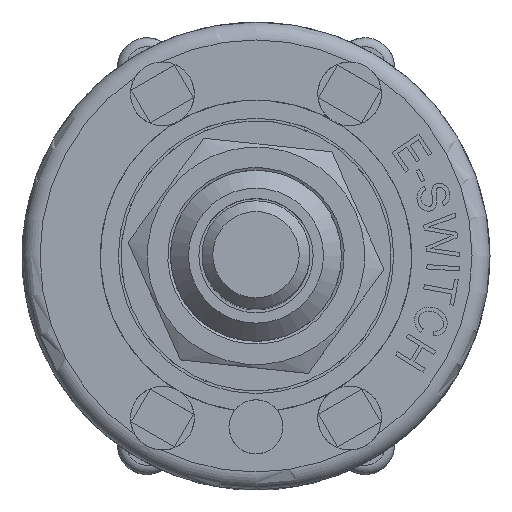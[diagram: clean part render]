
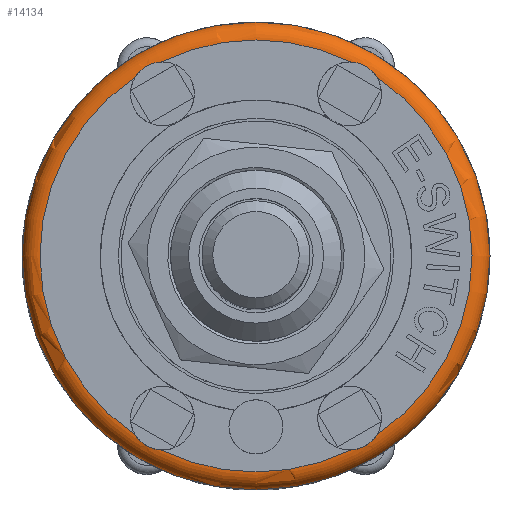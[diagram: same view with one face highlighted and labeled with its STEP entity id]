
A CAD part, top view. The second image highlights one B-rep face of the part: STEP entity #14134.
In plain terms, the highlighted toroidal (fillet/blend) face has major radius 12 mm and minor radius 1 mm.
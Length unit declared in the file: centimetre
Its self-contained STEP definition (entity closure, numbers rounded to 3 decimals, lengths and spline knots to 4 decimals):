
#30=TOROIDAL_SURFACE('',#14880,1.2,0.1);
#655=B_SPLINE_CURVE_WITH_KNOTS('',3,(#24259,#24260,#24261,#24262,#24263,
#24264,#24265,#24266,#24267,#24268,#24269,#24270),.UNSPECIFIED.,.F.,.F.,
(4,2,2,2,2,4),(-0.2692,-0.2446,-0.216,
-0.1921,-0.1645,-0.1357),.UNSPECIFIED.);
#656=B_SPLINE_CURVE_WITH_KNOTS('',3,(#24282,#24283,#24284,#24285,#24286,
#24287,#24288,#24289,#24290,#24291,#24292,#24293),.UNSPECIFIED.,.F.,.F.,
(4,2,2,2,2,4),(-0.2692,-0.2446,-0.216,
-0.1921,-0.1645,-0.1357),.UNSPECIFIED.);
#657=B_SPLINE_CURVE_WITH_KNOTS('',3,(#24310,#24311,#24312,#24313,#24314,
#24315,#24316,#24317,#24318,#24319,#24320,#24321),.UNSPECIFIED.,.F.,.F.,
(4,2,2,2,2,4),(-0.2692,-0.2446,-0.216,
-0.1921,-0.1645,-0.1357),.UNSPECIFIED.);
#658=B_SPLINE_CURVE_WITH_KNOTS('',3,(#24343,#24344,#24345,#24346,#24347,
#24348,#24349,#24350,#24351,#24352,#24353,#24354),.UNSPECIFIED.,.F.,.F.,
(4,2,2,2,2,4),(-0.2692,-0.2446,-0.216,
-0.1921,-0.1645,-0.1357),.UNSPECIFIED.);
#1866=FACE_OUTER_BOUND('',#2701,.T.);
#2701=EDGE_LOOP('',(#12948,#12949,#12950,#12951,#12952,#12953,#12954,#12955,
#12956,#12957,#12958,#12959));
#5894=CIRCLE('',#14833,1.3);
#5921=CIRCLE('',#14881,0.1);
#5922=CIRCLE('',#14882,1.2);
#5923=CIRCLE('',#14883,1.2);
#5924=CIRCLE('',#14884,1.2);
#5925=CIRCLE('',#14885,1.2);
#5926=CIRCLE('',#14886,1.2);
#7174=VERTEX_POINT('',#24221);
#7182=VERTEX_POINT('',#24257);
#7183=VERTEX_POINT('',#24258);
#7186=VERTEX_POINT('',#24280);
#7187=VERTEX_POINT('',#24281);
#7192=VERTEX_POINT('',#24308);
#7193=VERTEX_POINT('',#24309);
#7200=VERTEX_POINT('',#24341);
#7201=VERTEX_POINT('',#24342);
#7204=VERTEX_POINT('',#24364);
#9140=EDGE_CURVE('',#7174,#7174,#5894,.T.);
#9158=EDGE_CURVE('',#7182,#7183,#655,.T.);
#9164=EDGE_CURVE('',#7186,#7187,#656,.T.);
#9172=EDGE_CURVE('',#7192,#7193,#657,.T.);
#9182=EDGE_CURVE('',#7200,#7201,#658,.T.);
#9188=EDGE_CURVE('',#7174,#7204,#5921,.T.);
#9189=EDGE_CURVE('',#7204,#7192,#5922,.T.);
#9190=EDGE_CURVE('',#7193,#7186,#5923,.T.);
#9191=EDGE_CURVE('',#7187,#7182,#5924,.T.);
#9192=EDGE_CURVE('',#7183,#7200,#5925,.T.);
#9193=EDGE_CURVE('',#7201,#7204,#5926,.T.);
#12948=ORIENTED_EDGE('',*,*,#9140,.T.);
#12949=ORIENTED_EDGE('',*,*,#9188,.T.);
#12950=ORIENTED_EDGE('',*,*,#9189,.T.);
#12951=ORIENTED_EDGE('',*,*,#9172,.T.);
#12952=ORIENTED_EDGE('',*,*,#9190,.T.);
#12953=ORIENTED_EDGE('',*,*,#9164,.T.);
#12954=ORIENTED_EDGE('',*,*,#9191,.T.);
#12955=ORIENTED_EDGE('',*,*,#9158,.T.);
#12956=ORIENTED_EDGE('',*,*,#9192,.T.);
#12957=ORIENTED_EDGE('',*,*,#9182,.T.);
#12958=ORIENTED_EDGE('',*,*,#9193,.T.);
#12959=ORIENTED_EDGE('',*,*,#9188,.F.);
#14134=ADVANCED_FACE('',(#1866),#30,.T.);
#14833=AXIS2_PLACEMENT_3D('',#24222,#17620,#17621);
#14880=AXIS2_PLACEMENT_3D('',#24363,#17731,#17732);
#14881=AXIS2_PLACEMENT_3D('',#24365,#17733,#17734);
#14882=AXIS2_PLACEMENT_3D('',#24366,#17735,#17736);
#14883=AXIS2_PLACEMENT_3D('',#24367,#17737,#17738);
#14884=AXIS2_PLACEMENT_3D('',#24368,#17739,#17740);
#14885=AXIS2_PLACEMENT_3D('',#24369,#17741,#17742);
#14886=AXIS2_PLACEMENT_3D('',#24370,#17743,#17744);
#17620=DIRECTION('center_axis',(0.,0.,1.));
#17621=DIRECTION('ref_axis',(-1.,0.,0.));
#17731=DIRECTION('center_axis',(0.,0.,-1.));
#17732=DIRECTION('ref_axis',(-1.,0.,0.));
#17733=DIRECTION('center_axis',(0.,-1.,0.));
#17734=DIRECTION('ref_axis',(1.,0.,0.));
#17735=DIRECTION('center_axis',(0.,0.,-1.));
#17736=DIRECTION('ref_axis',(-1.,0.,0.));
#17737=DIRECTION('center_axis',(0.,0.,-1.));
#17738=DIRECTION('ref_axis',(-1.,0.,0.));
#17739=DIRECTION('center_axis',(0.,0.,-1.));
#17740=DIRECTION('ref_axis',(-1.,0.,0.));
#17741=DIRECTION('center_axis',(0.,0.,-1.));
#17742=DIRECTION('ref_axis',(-1.,0.,0.));
#17743=DIRECTION('center_axis',(0.,0.,-1.));
#17744=DIRECTION('ref_axis',(-1.,0.,0.));
#24221=CARTESIAN_POINT('',(1.3,0.,0.95));
#24222=CARTESIAN_POINT('Origin',(0.,0.,0.95));
#24257=CARTESIAN_POINT('',(-0.67,0.9955,1.05));
#24258=CARTESIAN_POINT('',(-0.5271,1.078,1.05));
#24259=CARTESIAN_POINT('Ctrl Pts',(-0.67,0.9955,
1.05));
#24260=CARTESIAN_POINT('Ctrl Pts',(-0.6646,1.0041,
1.05));
#24261=CARTESIAN_POINT('Ctrl Pts',(-0.6583,1.0124,
1.0498));
#24262=CARTESIAN_POINT('Ctrl Pts',(-0.6428,1.0294,
1.0491));
#24263=CARTESIAN_POINT('Ctrl Pts',(-0.6335,1.0377,
1.0488));
#24264=CARTESIAN_POINT('Ctrl Pts',(-0.615,1.051,1.0484));
#24265=CARTESIAN_POINT('Ctrl Pts',(-0.6061,1.0563,
1.0484));
#24266=CARTESIAN_POINT('Ctrl Pts',(-0.5859,1.0659,1.0487));
#24267=CARTESIAN_POINT('Ctrl Pts',(-0.5747,1.07,1.049));
#24268=CARTESIAN_POINT('Ctrl Pts',(-0.551,1.0759,1.0497));
#24269=CARTESIAN_POINT('Ctrl Pts',(-0.539,1.0775,
1.05));
#24270=CARTESIAN_POINT('Ctrl Pts',(-0.5271,1.078,
1.05));
#24280=CARTESIAN_POINT('',(-0.5271,-1.078,1.05));
#24281=CARTESIAN_POINT('',(-0.67,-0.9955,1.05));
#24282=CARTESIAN_POINT('Ctrl Pts',(-0.5271,-1.078,
1.05));
#24283=CARTESIAN_POINT('Ctrl Pts',(-0.5373,-1.0776,
1.05));
#24284=CARTESIAN_POINT('Ctrl Pts',(-0.5476,-1.0763,
1.0498));
#24285=CARTESIAN_POINT('Ctrl Pts',(-0.5701,-1.0714,1.0491));
#24286=CARTESIAN_POINT('Ctrl Pts',(-0.5819,-1.0675,
1.0488));
#24287=CARTESIAN_POINT('Ctrl Pts',(-0.6027,-1.0581,
1.0484));
#24288=CARTESIAN_POINT('Ctrl Pts',(-0.6117,-1.053,
1.0484));
#24289=CARTESIAN_POINT('Ctrl Pts',(-0.6301,-1.0404,
1.0487));
#24290=CARTESIAN_POINT('Ctrl Pts',(-0.6393,-1.0327,
1.049));
#24291=CARTESIAN_POINT('Ctrl Pts',(-0.6562,-1.0151,
1.0497));
#24292=CARTESIAN_POINT('Ctrl Pts',(-0.6637,-1.0055,
1.05));
#24293=CARTESIAN_POINT('Ctrl Pts',(-0.67,-0.9955,
1.05));
#24308=CARTESIAN_POINT('',(0.67,-0.9955,1.05));
#24309=CARTESIAN_POINT('',(0.5271,-1.078,1.05));
#24310=CARTESIAN_POINT('Ctrl Pts',(0.67,-0.9955,
1.05));
#24311=CARTESIAN_POINT('Ctrl Pts',(0.6646,-1.0041,
1.05));
#24312=CARTESIAN_POINT('Ctrl Pts',(0.6583,-1.0124,
1.0498));
#24313=CARTESIAN_POINT('Ctrl Pts',(0.6428,-1.0294,
1.0491));
#24314=CARTESIAN_POINT('Ctrl Pts',(0.6335,-1.0377,
1.0488));
#24315=CARTESIAN_POINT('Ctrl Pts',(0.615,-1.051,
1.0484));
#24316=CARTESIAN_POINT('Ctrl Pts',(0.6061,-1.0563,
1.0484));
#24317=CARTESIAN_POINT('Ctrl Pts',(0.5859,-1.0659,1.0487));
#24318=CARTESIAN_POINT('Ctrl Pts',(0.5747,-1.07,1.049));
#24319=CARTESIAN_POINT('Ctrl Pts',(0.551,-1.0759,
1.0497));
#24320=CARTESIAN_POINT('Ctrl Pts',(0.539,-1.0775,
1.05));
#24321=CARTESIAN_POINT('Ctrl Pts',(0.5271,-1.078,
1.05));
#24341=CARTESIAN_POINT('',(0.5271,1.078,1.05));
#24342=CARTESIAN_POINT('',(0.67,0.9955,1.05));
#24343=CARTESIAN_POINT('Ctrl Pts',(0.5271,1.078,1.05));
#24344=CARTESIAN_POINT('Ctrl Pts',(0.5373,1.0776,1.05));
#24345=CARTESIAN_POINT('Ctrl Pts',(0.5476,1.0763,1.0498));
#24346=CARTESIAN_POINT('Ctrl Pts',(0.5701,1.0714,1.0491));
#24347=CARTESIAN_POINT('Ctrl Pts',(0.5819,1.0675,1.0488));
#24348=CARTESIAN_POINT('Ctrl Pts',(0.6027,1.0581,1.0484));
#24349=CARTESIAN_POINT('Ctrl Pts',(0.6117,1.053,1.0484));
#24350=CARTESIAN_POINT('Ctrl Pts',(0.6301,1.0404,1.0487));
#24351=CARTESIAN_POINT('Ctrl Pts',(0.6393,1.0327,1.049));
#24352=CARTESIAN_POINT('Ctrl Pts',(0.6562,1.0151,1.0497));
#24353=CARTESIAN_POINT('Ctrl Pts',(0.6637,1.0055,1.05));
#24354=CARTESIAN_POINT('Ctrl Pts',(0.67,0.9955,
1.05));
#24363=CARTESIAN_POINT('Origin',(0.,0.,0.95));
#24364=CARTESIAN_POINT('',(1.2,0.,1.05));
#24365=CARTESIAN_POINT('Origin',(1.2,0.,0.95));
#24366=CARTESIAN_POINT('Origin',(0.,0.,1.05));
#24367=CARTESIAN_POINT('Origin',(0.,0.,1.05));
#24368=CARTESIAN_POINT('Origin',(0.,0.,1.05));
#24369=CARTESIAN_POINT('Origin',(0.,0.,1.05));
#24370=CARTESIAN_POINT('Origin',(0.,0.,1.05));
